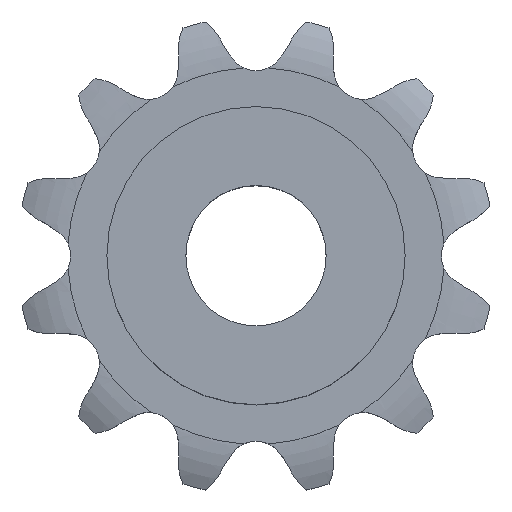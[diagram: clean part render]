
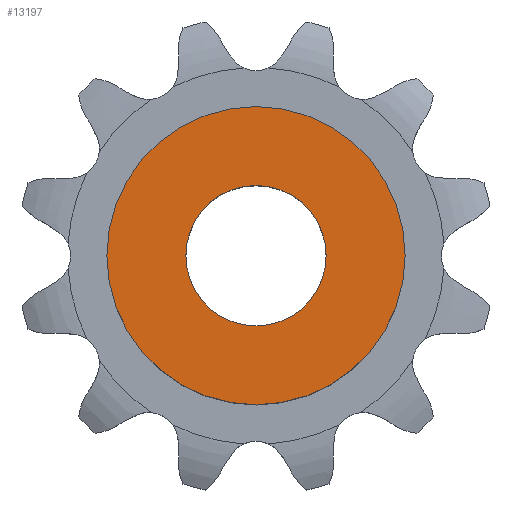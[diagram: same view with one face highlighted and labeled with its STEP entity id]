
A CAD part, top view. The second image highlights one B-rep face of the part: STEP entity #13197.
In plain terms, the highlighted planar face has unit normal (0, 0, 1).
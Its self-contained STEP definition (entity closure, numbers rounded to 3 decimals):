
#2103 = CYLINDRICAL_SURFACE('',#2104,8.5);
#2104 = AXIS2_PLACEMENT_3D('',#2105,#2106,#2107);
#2105 = CARTESIAN_POINT('',(0.,0.,0.));
#2106 = DIRECTION('',(-0.,-0.,-1.));
#2107 = DIRECTION('',(1.,0.,0.));
#8624 = VERTEX_POINT('',#8625);
#8625 = CARTESIAN_POINT('',(8.5,0.,13.));
#8646 = EDGE_CURVE('',#8624,#8624,#8647,.T.);
#8647 = SURFACE_CURVE('',#8648,(#8653,#8660),.PCURVE_S1.);
#8648 = CIRCLE('',#8649,8.5);
#8649 = AXIS2_PLACEMENT_3D('',#8650,#8651,#8652);
#8650 = CARTESIAN_POINT('',(0.,0.,13.));
#8651 = DIRECTION('',(0.,0.,1.));
#8652 = DIRECTION('',(1.,0.,0.));
#8653 = PCURVE('',#2103,#8654);
#8654 = DEFINITIONAL_REPRESENTATION('',(#8655),#8659);
#8655 = LINE('',#8656,#8657);
#8656 = CARTESIAN_POINT('',(-0.,-13.));
#8657 = VECTOR('',#8658,1.);
#8658 = DIRECTION('',(-1.,0.));
#8659 = ( GEOMETRIC_REPRESENTATION_CONTEXT(2) 
PARAMETRIC_REPRESENTATION_CONTEXT() REPRESENTATION_CONTEXT('2D SPACE',''
  ) );
#8660 = PCURVE('',#8661,#8666);
#8661 = PLANE('',#8662);
#8662 = AXIS2_PLACEMENT_3D('',#8663,#8664,#8665);
#8663 = CARTESIAN_POINT('',(0.,0.,13.)
  );
#8664 = DIRECTION('',(0.,0.,1.));
#8665 = DIRECTION('',(1.,0.,0.));
#8666 = DEFINITIONAL_REPRESENTATION('',(#8667),#8671);
#8667 = CIRCLE('',#8668,8.5);
#8668 = AXIS2_PLACEMENT_2D('',#8669,#8670);
#8669 = CARTESIAN_POINT('',(0.,0.));
#8670 = DIRECTION('',(1.,0.));
#8671 = ( GEOMETRIC_REPRESENTATION_CONTEXT(2) 
PARAMETRIC_REPRESENTATION_CONTEXT() REPRESENTATION_CONTEXT('2D SPACE',''
  ) );
#11327 = CYLINDRICAL_SURFACE('',#11328,4.);
#11328 = AXIS2_PLACEMENT_3D('',#11329,#11330,#11331);
#11329 = CARTESIAN_POINT('',(0.,0.,48.954));
#11330 = DIRECTION('',(0.,0.,1.));
#11331 = DIRECTION('',(1.,0.,0.));
#13197 = ADVANCED_FACE('',(#13198,#13201),#8661,.T.);
#13198 = FACE_BOUND('',#13199,.T.);
#13199 = EDGE_LOOP('',(#13200));
#13200 = ORIENTED_EDGE('',*,*,#8646,.T.);
#13201 = FACE_BOUND('',#13202,.T.);
#13202 = EDGE_LOOP('',(#13203));
#13203 = ORIENTED_EDGE('',*,*,#13204,.F.);
#13204 = EDGE_CURVE('',#13205,#13205,#13207,.T.);
#13205 = VERTEX_POINT('',#13206);
#13206 = CARTESIAN_POINT('',(4.,0.,13.));
#13207 = SURFACE_CURVE('',#13208,(#13213,#13220),.PCURVE_S1.);
#13208 = CIRCLE('',#13209,4.);
#13209 = AXIS2_PLACEMENT_3D('',#13210,#13211,#13212);
#13210 = CARTESIAN_POINT('',(0.,0.,13.));
#13211 = DIRECTION('',(0.,0.,1.));
#13212 = DIRECTION('',(1.,0.,0.));
#13213 = PCURVE('',#8661,#13214);
#13214 = DEFINITIONAL_REPRESENTATION('',(#13215),#13219);
#13215 = CIRCLE('',#13216,4.);
#13216 = AXIS2_PLACEMENT_2D('',#13217,#13218);
#13217 = CARTESIAN_POINT('',(0.,0.));
#13218 = DIRECTION('',(1.,0.));
#13219 = ( GEOMETRIC_REPRESENTATION_CONTEXT(2) 
PARAMETRIC_REPRESENTATION_CONTEXT() REPRESENTATION_CONTEXT('2D SPACE',''
  ) );
#13220 = PCURVE('',#11327,#13221);
#13221 = DEFINITIONAL_REPRESENTATION('',(#13222),#13226);
#13222 = LINE('',#13223,#13224);
#13223 = CARTESIAN_POINT('',(0.,-35.954));
#13224 = VECTOR('',#13225,1.);
#13225 = DIRECTION('',(1.,0.));
#13226 = ( GEOMETRIC_REPRESENTATION_CONTEXT(2) 
PARAMETRIC_REPRESENTATION_CONTEXT() REPRESENTATION_CONTEXT('2D SPACE',''
  ) );
